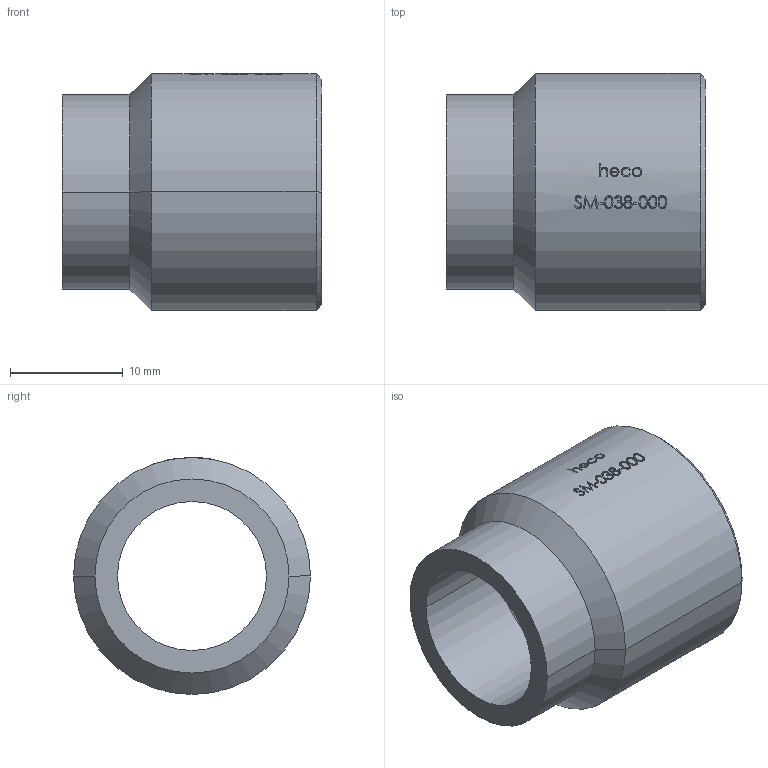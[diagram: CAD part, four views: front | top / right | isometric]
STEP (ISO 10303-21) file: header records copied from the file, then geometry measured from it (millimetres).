
FILE_DESCRIPTION (( 'STEP AP214' ), '1' );
FILE_NAME ('SM-038-000-x Schweißmuffe heco.STEP', '2018-05-17T08:35:05', ( '' ), ( '' ), 'SwSTEP 2.0', 'SolidWorks 2016', '' );
FILE_SCHEMA (( 'AUTOMOTIVE_DESIGN' ));
Length unit declared in the file: millimetre
Products named in the file (1): SM-038-000-x Schweißmuffe heco
Bounding box: 23 x 21 x 21 mm (x, y, z)
Volume: 3480.3 mm3; surface area: 2751.4 mm2
Topology: 1 solids, 1 shells, 196 faces, 504 edges, 332 vertices
Faces by surface type: bspline 130, cylinder 30, plane 28, cone 8
Entity records: 17464 total; most frequent: CARTESIAN_POINT 11931, ORIENTED_EDGE 1008, EDGE_CURVE 504, B_SPLINE_CURVE_WITH_KNOTS 402, VERTEX_POINT 332, DIRECTION 276, EDGE_LOOP 220, ADVANCED_FACE 196
